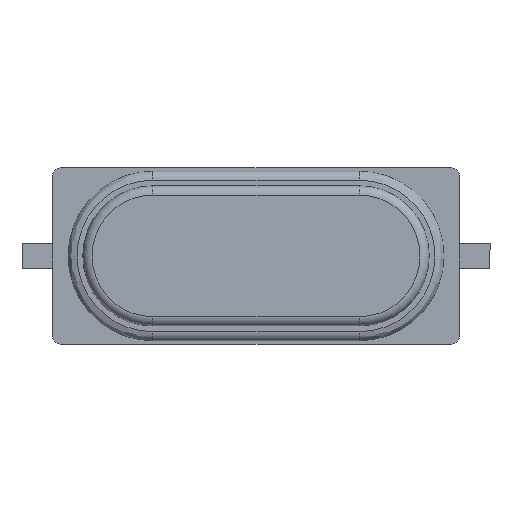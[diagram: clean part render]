
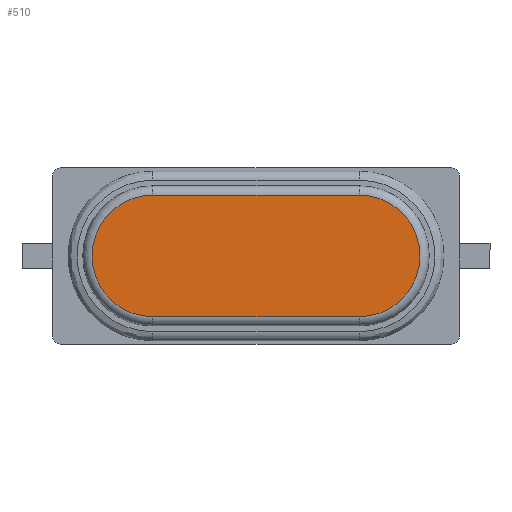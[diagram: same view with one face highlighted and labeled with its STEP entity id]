
A CAD part, top view. The second image highlights one B-rep face of the part: STEP entity #510.
In plain terms, the highlighted planar face has unit normal (0, 0, 1).
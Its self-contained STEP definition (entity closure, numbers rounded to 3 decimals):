
#318=CARTESIAN_POINT('',(2.8,1.65,1.6));
#319=VERTEX_POINT('',#318);
#327=CARTESIAN_POINT('',(2.8,-1.65,1.6));
#328=VERTEX_POINT('',#327);
#329=CARTESIAN_POINT('',(2.8,0.,1.6));
#330=DIRECTION('',(0.0,0.0,-1.0));
#331=DIRECTION('',(1.0,0.0,0.0));
#332=AXIS2_PLACEMENT_3D('',#329,#330,#331);
#333=CIRCLE('',#332,1.65);
#334=EDGE_CURVE('',#319,#328,#333,.T.);
#362=CARTESIAN_POINT('',(-2.8,1.65,1.6));
#363=VERTEX_POINT('',#362);
#371=CARTESIAN_POINT('',(-2.8,1.65,1.6));
#372=DIRECTION('',(1.0,0.0,0.0));
#373=VECTOR('',#372,5.6);
#374=LINE('',#371,#373);
#375=EDGE_CURVE('',#363,#319,#374,.T.);
#392=CARTESIAN_POINT('',(-2.8,-1.65,1.6));
#393=VERTEX_POINT('',#392);
#410=CARTESIAN_POINT('',(2.8,-1.65,1.6));
#411=DIRECTION('',(-1.0,0.0,0.0));
#412=VECTOR('',#411,5.6);
#413=LINE('',#410,#412);
#414=EDGE_CURVE('',#328,#393,#413,.T.);
#433=CARTESIAN_POINT('',(-2.8,0.,1.6));
#434=DIRECTION('',(0.0,0.0,-1.0));
#435=DIRECTION('',(-1.0,0.0,0.0));
#436=AXIS2_PLACEMENT_3D('',#433,#434,#435);
#437=CIRCLE('',#436,1.65);
#438=EDGE_CURVE('',#393,#363,#437,.T.);
#499=CARTESIAN_POINT('',(0.,0.,1.6));
#500=DIRECTION('',(0.0,0.0,1.0));
#501=DIRECTION('',(1.0,0.0,0.0));
#502=AXIS2_PLACEMENT_3D('',#499,#500,#501);
#503=PLANE('',#502);
#504=ORIENTED_EDGE('',*,*,#334,.F.);
#505=ORIENTED_EDGE('',*,*,#375,.F.);
#506=ORIENTED_EDGE('',*,*,#438,.F.);
#507=ORIENTED_EDGE('',*,*,#414,.F.);
#508=EDGE_LOOP('',(#504,#505,#506,#507));
#509=FACE_OUTER_BOUND('',#508,.T.);
#510=ADVANCED_FACE('',(#509),#503,.T.);
